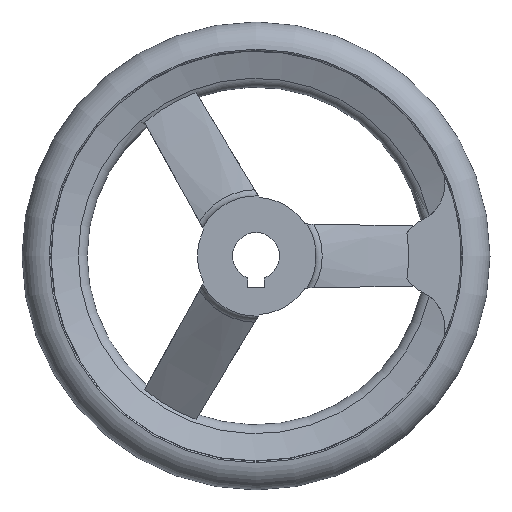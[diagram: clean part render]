
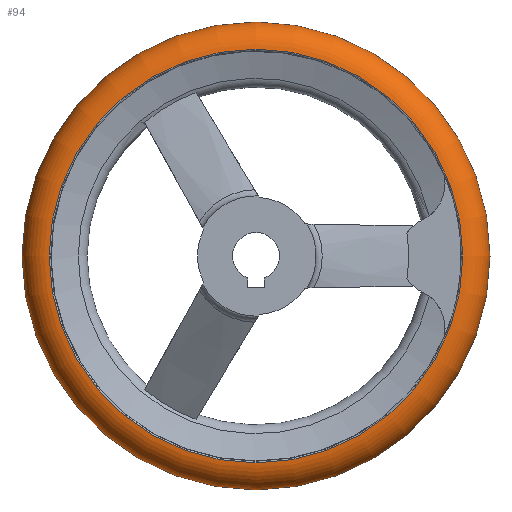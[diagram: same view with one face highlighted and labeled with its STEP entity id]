
A CAD part, front view. The second image highlights one B-rep face of the part: STEP entity #94.
In plain terms, the highlighted toroidal (fillet/blend) face has major radius 61.5 mm and minor radius 8.5 mm.
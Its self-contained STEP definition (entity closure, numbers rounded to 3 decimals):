
#94 = ADVANCED_FACE( '', ( #229, #230, #231 ), #232, .T. );
#229 = FACE_BOUND( '', #410, .T. );
#230 = FACE_OUTER_BOUND( '', #411, .T. );
#231 = FACE_OUTER_BOUND( '', #412, .T. );
#232 = TOROIDAL_SURFACE( '', #413, 61.5, 8.5 );
#410 = VERTEX_LOOP( '', #622 );
#411 = EDGE_LOOP( '', ( #623 ) );
#412 = EDGE_LOOP( '', ( #624 ) );
#413 = AXIS2_PLACEMENT_3D( '', #625, #626, #627 );
#622 = VERTEX_POINT( '', #1120 );
#623 = ORIENTED_EDGE( '', *, *, #1114, .T. );
#624 = ORIENTED_EDGE( '', *, *, #1121, .F. );
#625 = CARTESIAN_POINT( '', ( 0., 29.5, 0. ) );
#626 = DIRECTION( '', ( 0., -1., 0. ) );
#627 = DIRECTION( '', ( 0., 0., -1. ) );
#1114 = EDGE_CURVE( '', #1348, #1348, #1349, .T. );
#1120 = CARTESIAN_POINT( '', ( 0., 29.5, -70. ) );
#1121 = EDGE_CURVE( '', #1357, #1357, #1358, .T. );
#1348 = VERTEX_POINT( '', #1743 );
#1349 = CIRCLE( '', #1744, 61.854 );
#1357 = VERTEX_POINT( '', #1754 );
#1358 = CIRCLE( '', #1755, 61.854 );
#1743 = CARTESIAN_POINT( '', ( 0., 37.993, -61.854 ) );
#1744 = AXIS2_PLACEMENT_3D( '', #2506, #2507, #2508 );
#1754 = CARTESIAN_POINT( '', ( 0., 21.007, -61.854 ) );
#1755 = AXIS2_PLACEMENT_3D( '', #2514, #2515, #2516 );
#2506 = CARTESIAN_POINT( '', ( 0., 37.993, 0. ) );
#2507 = DIRECTION( '', ( 0., -1., 0. ) );
#2508 = DIRECTION( '', ( 0., 0., -1. ) );
#2514 = CARTESIAN_POINT( '', ( 0., 21.007, 0. ) );
#2515 = DIRECTION( '', ( 0., -1., 0. ) );
#2516 = DIRECTION( '', ( 0., 0., -1. ) );
